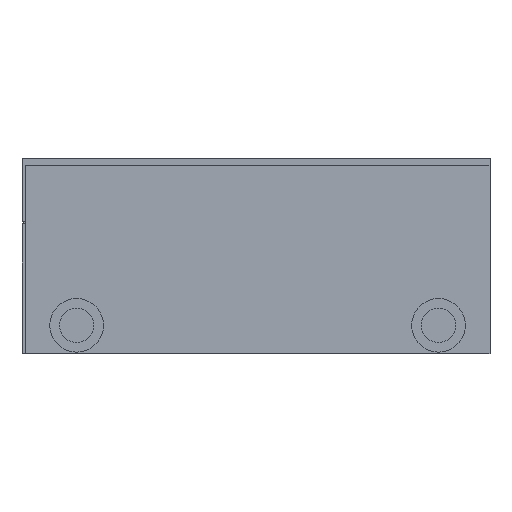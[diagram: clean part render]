
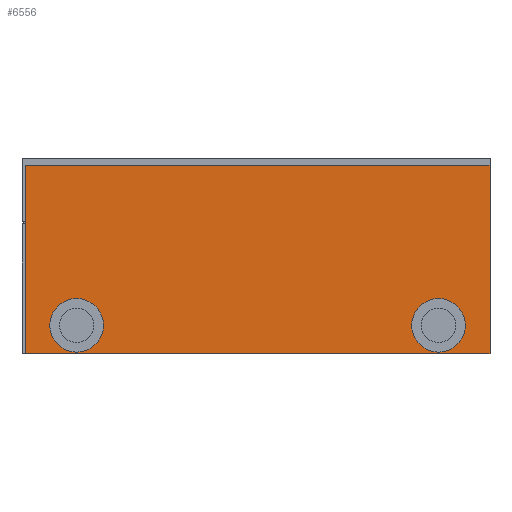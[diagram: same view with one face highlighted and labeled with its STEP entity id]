
A CAD part, front view. The second image highlights one B-rep face of the part: STEP entity #6556.
In plain terms, the highlighted face is planar.
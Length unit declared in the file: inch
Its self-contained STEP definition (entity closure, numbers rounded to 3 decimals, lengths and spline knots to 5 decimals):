
#6044=CARTESIAN_POINT('',(-0.988,0.125,-0.42262));
#6045=VERTEX_POINT('',#6044);
#6061=CARTESIAN_POINT('',(-1.332,0.125,-0.42262));
#6062=VERTEX_POINT('',#6061);
#6069=CARTESIAN_POINT('',(-1.16,0.125,-0.42262));
#6070=DIRECTION('',(0.0,-1.0,0.0));
#6071=DIRECTION('',(1.0,0.0,0.0));
#6072=AXIS2_PLACEMENT_3D('',#6069,#6070,#6071);
#6073=CIRCLE('',#6072,0.172);
#6074=EDGE_CURVE('',#6045,#6062,#6073,.T.);
#6170=CARTESIAN_POINT('',(1.332,0.125,-0.42262));
#6171=VERTEX_POINT('',#6170);
#6187=CARTESIAN_POINT('',(0.988,0.125,-0.42262));
#6188=VERTEX_POINT('',#6187);
#6195=CARTESIAN_POINT('',(1.16,0.125,-0.42262));
#6196=DIRECTION('',(0.0,-1.0,0.0));
#6197=DIRECTION('',(1.0,0.0,0.0));
#6198=AXIS2_PLACEMENT_3D('',#6195,#6196,#6197);
#6199=CIRCLE('',#6198,0.172);
#6200=EDGE_CURVE('',#6171,#6188,#6199,.T.);
#6258=CARTESIAN_POINT('',(1.16,0.125,-0.42262));
#6259=DIRECTION('',(0.0,-1.0,0.0));
#6260=DIRECTION('',(1.0,0.0,0.0));
#6261=AXIS2_PLACEMENT_3D('',#6258,#6259,#6260);
#6262=CIRCLE('',#6261,0.172);
#6263=EDGE_CURVE('',#6188,#6171,#6262,.T.);
#6362=CARTESIAN_POINT('',(-1.16,0.125,-0.42262));
#6363=DIRECTION('',(0.0,-1.0,0.0));
#6364=DIRECTION('',(1.0,0.0,0.0));
#6365=AXIS2_PLACEMENT_3D('',#6362,#6363,#6364);
#6366=CIRCLE('',#6365,0.172);
#6367=EDGE_CURVE('',#6062,#6045,#6366,.T.);
#6418=CARTESIAN_POINT('',(-1.49,0.125,-0.60308));
#6419=VERTEX_POINT('',#6418);
#6420=CARTESIAN_POINT('',(1.49,0.125,-0.60308));
#6421=VERTEX_POINT('',#6420);
#6422=CARTESIAN_POINT('',(-1.49,0.125,-0.60308));
#6423=DIRECTION('',(1.0,0.0,0.0));
#6424=VECTOR('',#6423,2.98);
#6425=LINE('',#6422,#6424);
#6426=EDGE_CURVE('',#6419,#6421,#6425,.T.);
#6458=CARTESIAN_POINT('',(1.49,0.125,0.60308));
#6459=VERTEX_POINT('',#6458);
#6460=CARTESIAN_POINT('',(1.49,0.125,-0.60308));
#6461=DIRECTION('',(0.0,0.0,1.0));
#6462=VECTOR('',#6461,1.20615);
#6463=LINE('',#6460,#6462);
#6464=EDGE_CURVE('',#6421,#6459,#6463,.T.);
#6489=CARTESIAN_POINT('',(-1.49,0.125,0.60308));
#6490=VERTEX_POINT('',#6489);
#6491=CARTESIAN_POINT('',(1.49,0.125,0.60308));
#6492=DIRECTION('',(-1.0,0.0,0.0));
#6493=VECTOR('',#6492,2.98);
#6494=LINE('',#6491,#6493);
#6495=EDGE_CURVE('',#6459,#6490,#6494,.T.);
#6520=CARTESIAN_POINT('',(-1.49,0.125,0.60308));
#6521=DIRECTION('',(0.0,0.0,-1.0));
#6522=VECTOR('',#6521,1.20615);
#6523=LINE('',#6520,#6522);
#6524=EDGE_CURVE('',#6490,#6419,#6523,.T.);
#6537=CARTESIAN_POINT('',(0.,0.125,0.));
#6538=DIRECTION('',(0.0,1.0,0.0));
#6539=DIRECTION('',(0.0,0.0,1.0));
#6540=AXIS2_PLACEMENT_3D('',#6537,#6538,#6539);
#6541=PLANE('',#6540);
#6542=ORIENTED_EDGE('',*,*,#6426,.F.);
#6543=ORIENTED_EDGE('',*,*,#6524,.F.);
#6544=ORIENTED_EDGE('',*,*,#6495,.F.);
#6545=ORIENTED_EDGE('',*,*,#6464,.F.);
#6546=EDGE_LOOP('',(#6542,#6543,#6544,#6545));
#6547=FACE_OUTER_BOUND('',#6546,.T.);
#6548=ORIENTED_EDGE('',*,*,#6200,.T.);
#6549=ORIENTED_EDGE('',*,*,#6263,.T.);
#6550=EDGE_LOOP('',(#6548,#6549));
#6551=FACE_BOUND('',#6550,.T.);
#6552=ORIENTED_EDGE('',*,*,#6074,.T.);
#6553=ORIENTED_EDGE('',*,*,#6367,.T.);
#6554=EDGE_LOOP('',(#6552,#6553));
#6555=FACE_BOUND('',#6554,.T.);
#6556=ADVANCED_FACE('',(#6547,#6551,#6555),#6541,.T.);
